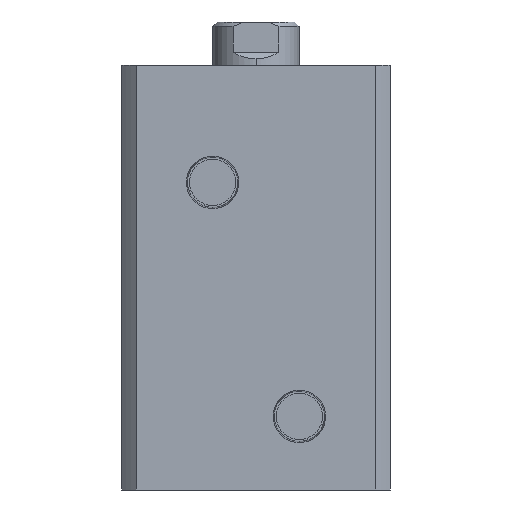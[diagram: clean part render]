
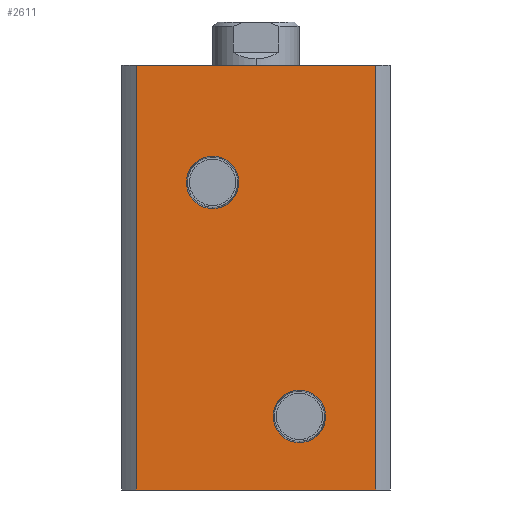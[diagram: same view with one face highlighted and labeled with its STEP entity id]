
A CAD part, left-side view. The second image highlights one B-rep face of the part: STEP entity #2611.
In plain terms, the highlighted planar face has unit normal (-1, 0, 0).
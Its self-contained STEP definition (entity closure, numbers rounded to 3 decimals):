
#30 = CARTESIAN_POINT ( 'NONE',  ( -31., 10., 71. ) ) ;
#567 = DIRECTION ( 'NONE',  ( 1., 0., 0. ) ) ;
#569 = CARTESIAN_POINT ( 'NONE',  ( -31., 0., 98. ) ) ;
#571 = PLANE ( 'NONE',  #818 ) ;
#573 = DIRECTION ( 'NONE',  ( 0., 0., -1. ) ) ;
#731 = ORIENTED_EDGE ( 'NONE', *, *, #1834, .T. ) ;
#732 = ORIENTED_EDGE ( 'NONE', *, *, #1838, .F. ) ;
#733 = ORIENTED_EDGE ( 'NONE', *, *, #1839, .F. ) ;
#734 = ORIENTED_EDGE ( 'NONE', *, *, #1840, .T. ) ;
#735 = ORIENTED_EDGE ( 'NONE', *, *, #1627, .F. ) ;
#736 = ORIENTED_EDGE ( 'NONE', *, *, #1844, .F. ) ;
#737 = ORIENTED_EDGE ( 'NONE', *, *, #1638, .F. ) ;
#738 = ORIENTED_EDGE ( 'NONE', *, *, #1845, .F. ) ;
#818 = AXIS2_PLACEMENT_3D ( 'NONE', #569, #567, #573 ) ;
#967 = DIRECTION ( 'NONE',  ( 0., 0., 1. ) ) ;
#975 = DIRECTION ( 'NONE',  ( -1., 0., 0. ) ) ;
#997 = VERTEX_POINT ( 'NONE', #2101 ) ;
#998 = VERTEX_POINT ( 'NONE', #2044 ) ;
#1004 = VERTEX_POINT ( 'NONE', #2046 ) ;
#1009 = VERTEX_POINT ( 'NONE', #2079 ) ;
#1021 = CIRCLE ( 'NONE', #1893, 6.06 ) ;
#1040 = CIRCLE ( 'NONE', #1899, 6.06 ) ;
#1333 = LINE ( 'NONE', #2885, #1340 ) ;
#1340 = VECTOR ( 'NONE', #2879, 1000. ) ;
#1343 = CIRCLE ( 'NONE', #1980, 6.06 ) ;
#1345 = LINE ( 'NONE', #2893, #1348 ) ;
#1347 = LINE ( 'NONE', #2895, #1350 ) ;
#1348 = VECTOR ( 'NONE', #2894, 1000. ) ;
#1349 = LINE ( 'NONE', #2897, #1352 ) ;
#1350 = VECTOR ( 'NONE', #2896, 1000. ) ;
#1352 = VECTOR ( 'NONE', #2898, 1000. ) ;
#1359 = CIRCLE ( 'NONE', #1981, 6.06 ) ;
#1593 = FACE_BOUND ( 'NONE', #3558, .T. ) ;
#1597 = FACE_OUTER_BOUND ( 'NONE', #3592, .T. ) ;
#1627 = EDGE_CURVE ( 'NONE', #2443, #2442, #1021, .T. ) ;
#1638 = EDGE_CURVE ( 'NONE', #2382, #2454, #1040, .T. ) ;
#1834 = EDGE_CURVE ( 'NONE', #997, #1009, #1333, .T. ) ;
#1838 = EDGE_CURVE ( 'NONE', #997, #1004, #1345, .T. ) ;
#1839 = EDGE_CURVE ( 'NONE', #1004, #998, #1347, .T. ) ;
#1840 = EDGE_CURVE ( 'NONE', #1009, #998, #1349, .T. ) ;
#1844 = EDGE_CURVE ( 'NONE', #2442, #2443, #1343, .T. ) ;
#1845 = EDGE_CURVE ( 'NONE', #2454, #2382, #1359, .T. ) ;
#1893 = AXIS2_PLACEMENT_3D ( 'NONE', #2395, #2394, #2393 ) ;
#1899 = AXIS2_PLACEMENT_3D ( 'NONE', #30, #975, #967 ) ;
#1980 = AXIS2_PLACEMENT_3D ( 'NONE', #2905, #2906, #2907 ) ;
#1981 = AXIS2_PLACEMENT_3D ( 'NONE', #2908, #2909, #2910 ) ;
#2044 = CARTESIAN_POINT ( 'NONE',  ( -31., -27.591, 0. ) ) ;
#2046 = CARTESIAN_POINT ( 'NONE',  ( -31., -27.591, 98. ) ) ;
#2079 = CARTESIAN_POINT ( 'NONE',  ( -31., 27.591, 0. ) ) ;
#2101 = CARTESIAN_POINT ( 'NONE',  ( -31., 27.591, 98. ) ) ;
#2382 = VERTEX_POINT ( 'NONE', #2999 ) ;
#2393 = DIRECTION ( 'NONE',  ( 0., 0., 1. ) ) ;
#2394 = DIRECTION ( 'NONE',  ( -1., 0., 0. ) ) ;
#2395 = CARTESIAN_POINT ( 'NONE',  ( -31., -10., 17. ) ) ;
#2442 = VERTEX_POINT ( 'NONE', #3046 ) ;
#2443 = VERTEX_POINT ( 'NONE', #3047 ) ;
#2454 = VERTEX_POINT ( 'NONE', #3058 ) ;
#2611 = ADVANCED_FACE ( 'NONE', ( #1593, #3693, #1597 ), #571, .F. ) ;
#2879 = DIRECTION ( 'NONE',  ( 0., 0., -1. ) ) ;
#2885 = CARTESIAN_POINT ( 'NONE',  ( -31., 27.591, 98. ) ) ;
#2893 = CARTESIAN_POINT ( 'NONE',  ( -31., 0., 98. ) ) ;
#2894 = DIRECTION ( 'NONE',  ( 0., -1., 0. ) ) ;
#2895 = CARTESIAN_POINT ( 'NONE',  ( -31., -27.591, 98. ) ) ;
#2896 = DIRECTION ( 'NONE',  ( 0., 0., -1. ) ) ;
#2897 = CARTESIAN_POINT ( 'NONE',  ( -31., 0., 0. ) ) ;
#2898 = DIRECTION ( 'NONE',  ( 0., -1., 0. ) ) ;
#2905 = CARTESIAN_POINT ( 'NONE',  ( -31., -10., 17. ) ) ;
#2906 = DIRECTION ( 'NONE',  ( -1., 0., 0. ) ) ;
#2907 = DIRECTION ( 'NONE',  ( 0., 0., 1. ) ) ;
#2908 = CARTESIAN_POINT ( 'NONE',  ( -31., 10., 71. ) ) ;
#2909 = DIRECTION ( 'NONE',  ( -1., 0., 0. ) ) ;
#2910 = DIRECTION ( 'NONE',  ( 0., 0., 1. ) ) ;
#2999 = CARTESIAN_POINT ( 'NONE',  ( -31., 10., 64.94 ) ) ;
#3046 = CARTESIAN_POINT ( 'NONE',  ( -31., -10., 23.06 ) ) ;
#3047 = CARTESIAN_POINT ( 'NONE',  ( -31., -10., 10.94 ) ) ;
#3058 = CARTESIAN_POINT ( 'NONE',  ( -31., 10., 77.06 ) ) ;
#3556 = EDGE_LOOP ( 'NONE', ( #736, #735 ) ) ;
#3558 = EDGE_LOOP ( 'NONE', ( #738, #737 ) ) ;
#3592 = EDGE_LOOP ( 'NONE', ( #734, #733, #732, #731 ) ) ;
#3693 = FACE_BOUND ( 'NONE', #3556, .T. ) ;
